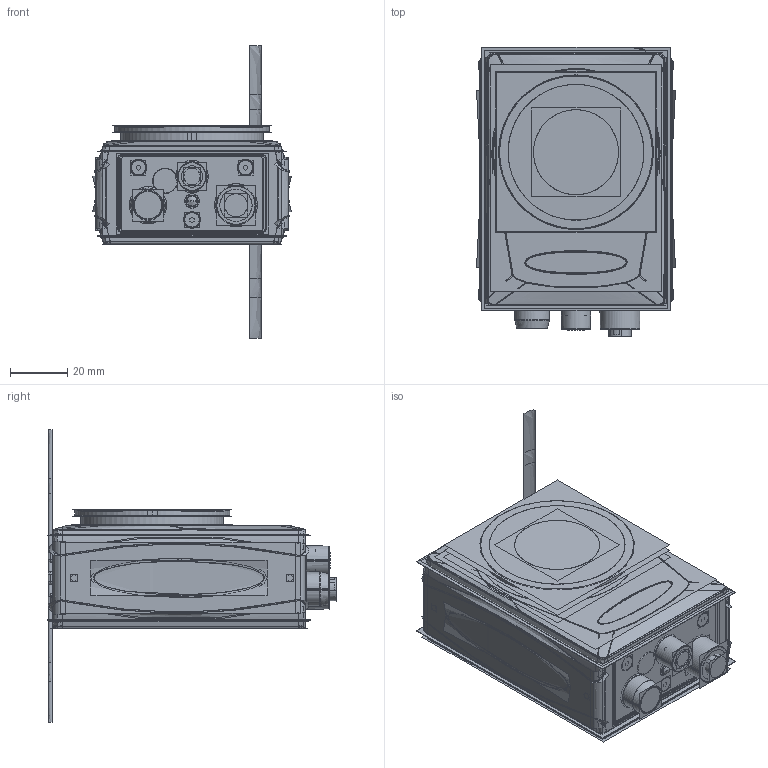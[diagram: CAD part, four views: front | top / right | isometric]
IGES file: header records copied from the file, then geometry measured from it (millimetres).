
Start section:  PTC IGES file: 191628_sm01.igs
Global section: file name: 191628_sm01.igs; native system: Creo Parametric by PTC Inc.; preprocessor: 2019292; author: PDMAdmin; organization: Unknown; date: 20200921.115407; units: millimetre
Bounding box: 69.21 x 100.69 x 101.92 mm (x, y, z)
Volume: 215989.1 mm3; surface area: 183398.7 mm2
Topology: 1 solids, 1 shells, 1742 faces, 8740 edges, 10963 vertices
Faces by surface type: bspline 904, revolution 810, extrusion 28
